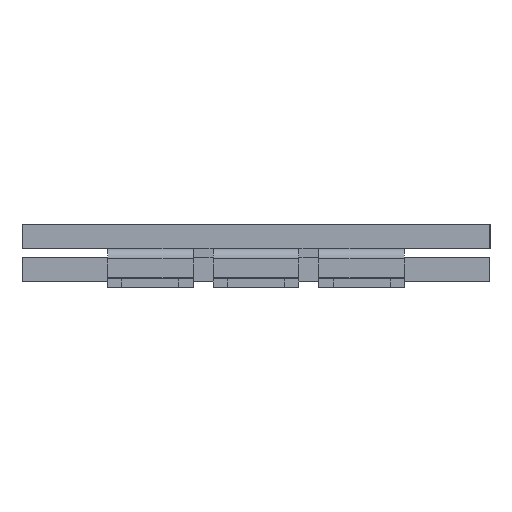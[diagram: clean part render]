
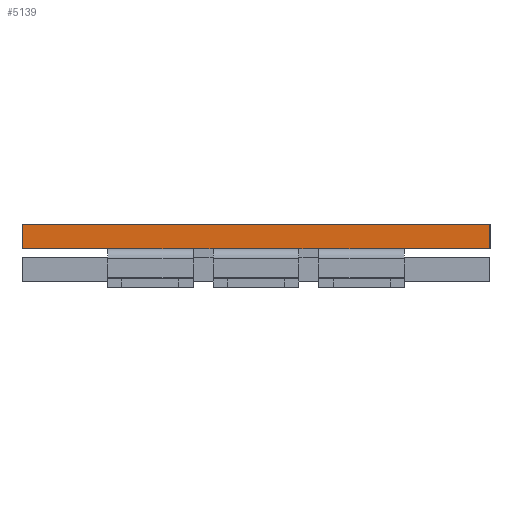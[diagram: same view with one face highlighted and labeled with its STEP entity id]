
A CAD part, left-side view. The second image highlights one B-rep face of the part: STEP entity #5139.
In plain terms, the highlighted face is planar.
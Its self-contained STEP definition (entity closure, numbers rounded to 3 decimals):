
#1127=ORIENTED_EDGE('',*,*,#1539,.T.);
#1128=ORIENTED_EDGE('',*,*,#1272,.T.);
#1129=ORIENTED_EDGE('',*,*,#1537,.T.);
#1130=ORIENTED_EDGE('',*,*,#1276,.T.);
#1131=ORIENTED_EDGE('',*,*,#1536,.T.);
#1132=ORIENTED_EDGE('',*,*,#1280,.T.);
#1133=ORIENTED_EDGE('',*,*,#1725,.T.);
#1134=ORIENTED_EDGE('',*,*,#1730,.F.);
#1135=ORIENTED_EDGE('',*,*,#1731,.F.);
#1136=ORIENTED_EDGE('',*,*,#1732,.T.);
#1272=EDGE_CURVE('',#1786,#1787,#2147,.T.);
#1276=EDGE_CURVE('',#1790,#1791,#2151,.T.);
#1280=EDGE_CURVE('',#1794,#1795,#2155,.T.);
#1536=EDGE_CURVE('',#1791,#1794,#2363,.T.);
#1537=EDGE_CURVE('',#1787,#1790,#2364,.T.);
#1539=EDGE_CURVE('',#1951,#1786,#2366,.T.);
#1725=EDGE_CURVE('',#1795,#2074,#2520,.T.);
#1730=EDGE_CURVE('',#2077,#2074,#2525,.T.);
#1731=EDGE_CURVE('',#2078,#2077,#2526,.T.);
#1732=EDGE_CURVE('',#2078,#1951,#2527,.T.);
#1786=VERTEX_POINT('',#6437);
#1787=VERTEX_POINT('',#6438);
#1790=VERTEX_POINT('',#6446);
#1791=VERTEX_POINT('',#6447);
#1794=VERTEX_POINT('',#6455);
#1795=VERTEX_POINT('',#6456);
#1951=VERTEX_POINT('',#6968);
#2074=VERTEX_POINT('',#7982);
#2077=VERTEX_POINT('',#7992);
#2078=VERTEX_POINT('',#7996);
#2147=LINE('',#6436,#2597);
#2151=LINE('',#6445,#2601);
#2155=LINE('',#6454,#2605);
#2363=LINE('',#6961,#2813);
#2364=LINE('',#6963,#2814);
#2366=LINE('',#6967,#2816);
#2520=LINE('',#7983,#2970);
#2525=LINE('',#7993,#2975);
#2526=LINE('',#7995,#2976);
#2527=LINE('',#7997,#2977);
#2597=VECTOR('',#5492,1000.);
#2601=VECTOR('',#5498,1000.);
#2605=VECTOR('',#5504,1000.);
#2813=VECTOR('',#5998,1000.);
#2814=VECTOR('',#6001,1000.);
#2816=VECTOR('',#6005,1000.);
#2970=VECTOR('',#6273,1000.);
#2975=VECTOR('',#6282,1000.);
#2976=VECTOR('',#6285,1000.);
#2977=VECTOR('',#6286,1000.);
#3177=EDGE_LOOP('',(#1127,#1128,#1129,#1130,#1131,#1132,#1133,#1134,#1135,
#1136));
#3386=FACE_BOUND('',#3177,.T.);
#3552=PLANE('',#5376);
#5139=ADVANCED_FACE('',(#3386),#3552,.F.);
#5376=AXIS2_PLACEMENT_3D('',#7994,#6283,#6284);
#5492=DIRECTION('',(1.,0.,0.));
#5498=DIRECTION('',(1.,0.,0.));
#5504=DIRECTION('',(1.,0.,0.));
#5998=DIRECTION('',(1.,0.,0.));
#6001=DIRECTION('',(1.,0.,0.));
#6005=DIRECTION('',(1.,0.,0.));
#6273=DIRECTION('',(1.,0.,0.));
#6282=DIRECTION('',(0.,0.,-1.));
#6283=DIRECTION('',(0.,1.,0.));
#6284=DIRECTION('',(0.,0.,1.));
#6285=DIRECTION('',(1.,0.,0.));
#6286=DIRECTION('',(0.,0.,-1.));
#6436=CARTESIAN_POINT('',(5.2,-6.8,1.15));
#6437=CARTESIAN_POINT('',(-5.2,-6.8,1.15));
#6438=CARTESIAN_POINT('',(-2.2,-6.8,1.15));
#6445=CARTESIAN_POINT('',(5.2,-6.8,1.15));
#6446=CARTESIAN_POINT('',(-1.5,-6.8,1.15));
#6447=CARTESIAN_POINT('',(1.5,-6.8,1.15));
#6454=CARTESIAN_POINT('',(5.2,-6.8,1.15));
#6455=CARTESIAN_POINT('',(2.2,-6.8,1.15));
#6456=CARTESIAN_POINT('',(5.2,-6.8,1.15));
#6961=CARTESIAN_POINT('',(-8.2,-6.8,1.15));
#6963=CARTESIAN_POINT('',(-8.2,-6.8,1.15));
#6967=CARTESIAN_POINT('',(-8.2,-6.8,1.15));
#6968=CARTESIAN_POINT('',(-8.2,-6.8,1.15));
#7982=CARTESIAN_POINT('',(8.2,-6.8,1.15));
#7983=CARTESIAN_POINT('',(-8.2,-6.8,1.15));
#7992=CARTESIAN_POINT('',(8.2,-6.8,2.));
#7993=CARTESIAN_POINT('',(8.2,-6.8,2.));
#7994=CARTESIAN_POINT('',(-8.2,-6.8,2.));
#7995=CARTESIAN_POINT('',(-8.2,-6.8,2.));
#7996=CARTESIAN_POINT('',(-8.2,-6.8,2.));
#7997=CARTESIAN_POINT('',(-8.2,-6.8,2.));
